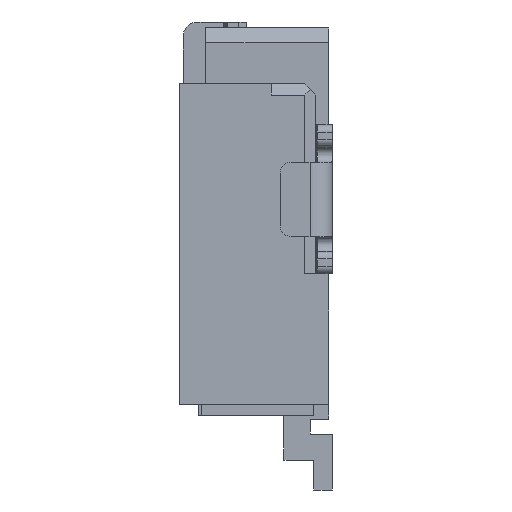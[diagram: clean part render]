
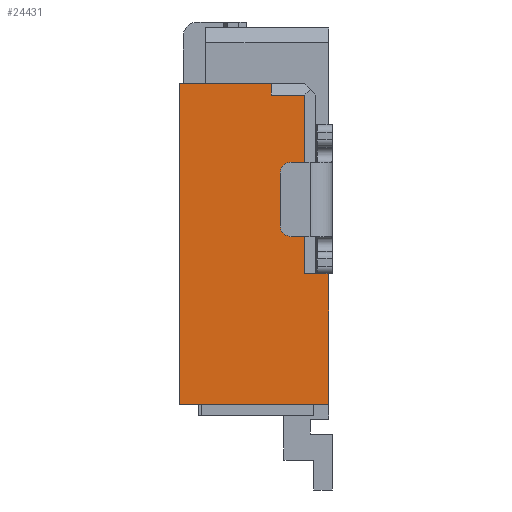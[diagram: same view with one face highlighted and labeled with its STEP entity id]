
A CAD part, left-side view. The second image highlights one B-rep face of the part: STEP entity #24431.
In plain terms, the highlighted planar face has unit normal (-1, 0, 0).
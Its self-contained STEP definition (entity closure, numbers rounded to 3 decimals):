
#4=DIRECTION('',(0.,-1.,0.));
#5=VECTOR('',#4,0.15);
#6=CARTESIAN_POINT('',(-9.65,-0.552,-3.38));
#7=LINE('',#6,#5);
#12=DIRECTION('',(0.,0.,-1.));
#13=VECTOR('',#12,1.75);
#14=CARTESIAN_POINT('',(-9.65,-0.702,-3.38));
#15=LINE('',#14,#13);
#19=DIRECTION('',(0.,1.,0.));
#20=VECTOR('',#19,2.);
#21=CARTESIAN_POINT('',(-9.65,-0.702,-5.13));
#22=LINE('',#21,#20);
#26=DIRECTION('',(0.,0.,1.));
#27=VECTOR('',#26,4.3);
#28=CARTESIAN_POINT('',(-9.65,1.298,-5.13));
#29=LINE('',#28,#27);
#33=DIRECTION('',(0.,-1.,0.));
#34=VECTOR('',#33,1.23);
#35=CARTESIAN_POINT('',(-9.65,1.298,-0.83));
#36=LINE('',#35,#34);
#40=DIRECTION('',(0.,0.,1.));
#41=VECTOR('',#40,0.15);
#42=CARTESIAN_POINT('',(-9.65,0.068,-0.98));
#43=LINE('',#42,#41);
#47=DIRECTION('',(0.,1.,0.));
#48=VECTOR('',#47,0.45);
#49=CARTESIAN_POINT('',(-9.65,-0.382,-0.98));
#50=LINE('',#49,#48);
#54=DIRECTION('',(0.,0.,1.));
#55=VECTOR('',#54,2.4);
#56=CARTESIAN_POINT('',(-9.65,-0.382,-3.38));
#57=LINE('',#56,#55);
#61=DIRECTION('',(0.,-1.,0.));
#62=VECTOR('',#61,0.17);
#63=CARTESIAN_POINT('',(-9.65,-0.382,-3.38));
#64=LINE('',#63,#62);
#20592=CARTESIAN_POINT('',(-9.65,-0.702,-5.13));
#20593=CARTESIAN_POINT('',(-9.65,1.298,-5.13));
#20594=VERTEX_POINT('',#20592);
#20595=VERTEX_POINT('',#20593);
#20596=CARTESIAN_POINT('',(-9.65,1.298,-0.83));
#20597=VERTEX_POINT('',#20596);
#20692=CARTESIAN_POINT('',(-9.65,-0.382,-3.38));
#20693=VERTEX_POINT('',#20692);
#20764=CARTESIAN_POINT('',(-9.65,0.068,-0.98));
#20765=CARTESIAN_POINT('',(-9.65,0.068,-0.83));
#20766=VERTEX_POINT('',#20764);
#20767=VERTEX_POINT('',#20765);
#20768=CARTESIAN_POINT('',(-9.65,-0.382,-0.98));
#20769=VERTEX_POINT('',#20768);
#20838=CARTESIAN_POINT('',(-9.65,-0.552,-3.38));
#20839=CARTESIAN_POINT('',(-9.65,-0.702,-3.38));
#20840=VERTEX_POINT('',#20838);
#20841=VERTEX_POINT('',#20839);
#24406=CARTESIAN_POINT('',(-9.65,0.,0.));
#24407=DIRECTION('',(1.,0.,0.));
#24408=DIRECTION('',(0.,0.,-1.));
#24409=AXIS2_PLACEMENT_3D('',#24406,#24407,#24408);
#24410=PLANE('',#24409);
#24412=ORIENTED_EDGE('',*,*,#24411,.T.);
#24414=ORIENTED_EDGE('',*,*,#24413,.T.);
#24416=ORIENTED_EDGE('',*,*,#24415,.T.);
#24418=ORIENTED_EDGE('',*,*,#24417,.T.);
#24420=ORIENTED_EDGE('',*,*,#24419,.T.);
#24422=ORIENTED_EDGE('',*,*,#24421,.F.);
#24424=ORIENTED_EDGE('',*,*,#24423,.F.);
#24426=ORIENTED_EDGE('',*,*,#24425,.F.);
#24428=ORIENTED_EDGE('',*,*,#24427,.T.);
#24429=EDGE_LOOP('',(#24412,#24414,#24416,#24418,#24420,#24422,#24424,#24426,
#24428));
#24430=FACE_OUTER_BOUND('',#24429,.F.);
#24411=EDGE_CURVE('',#20840,#20841,#7,.T.);
#24413=EDGE_CURVE('',#20841,#20594,#15,.T.);
#24415=EDGE_CURVE('',#20594,#20595,#22,.T.);
#24417=EDGE_CURVE('',#20595,#20597,#29,.T.);
#24419=EDGE_CURVE('',#20597,#20767,#36,.T.);
#24421=EDGE_CURVE('',#20766,#20767,#43,.T.);
#24423=EDGE_CURVE('',#20769,#20766,#50,.T.);
#24425=EDGE_CURVE('',#20693,#20769,#57,.T.);
#24427=EDGE_CURVE('',#20693,#20840,#64,.T.);
#24431=ADVANCED_FACE('',(#24430),#24410,.F.);
